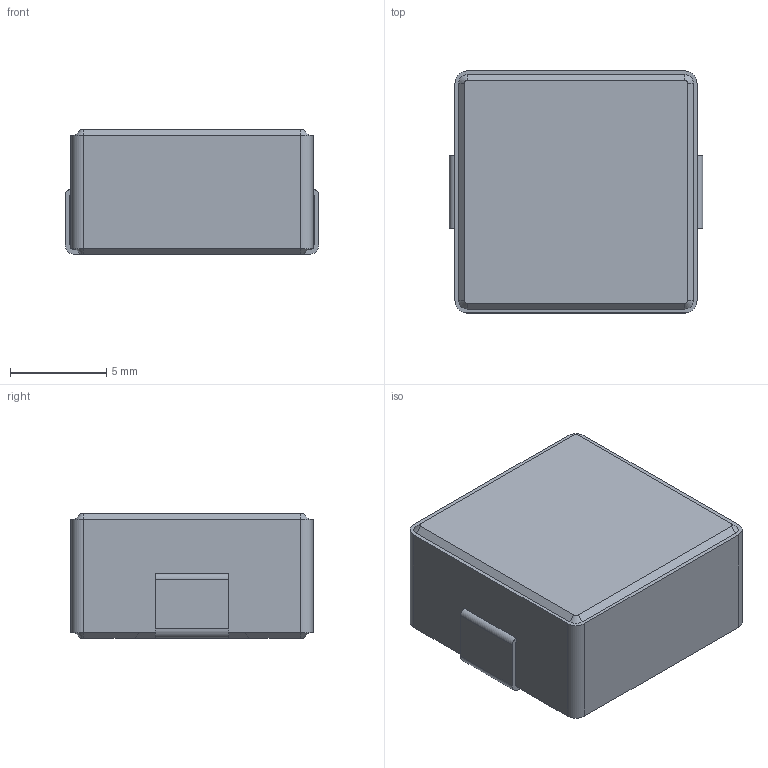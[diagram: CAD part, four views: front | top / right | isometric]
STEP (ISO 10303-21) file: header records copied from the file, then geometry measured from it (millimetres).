
FILE_DESCRIPTION (( 'STEP AP214' ), '1' );
FILE_NAME ('IND-SMD_L13.2-W12.9-H6.4.step', '2024-11-13T07:40:40', ( '' ), ( '' ), 'SwSTEP 2.0', 'SolidWorks 2021', '' );
FILE_SCHEMA (( 'AUTOMOTIVE_DESIGN' ));
Length unit declared in the file: millimetre
Products named in the file (1): IND-SMD_L13.2-W12.9-H6.4
Bounding box: 13.2 x 12.6 x 6.5 mm (x, y, z)
Volume: 1021.3 mm3; surface area: 707.5 mm2
Topology: 1 solids, 1 shells, 284 faces, 789 edges, 526 vertices
Faces by surface type: plane 164, bspline 98, cylinder 14, cone 8
Entity records: 12715 total; most frequent: CARTESIAN_POINT 2906, ORIENTED_EDGE 1578, DIRECTION 1007, EDGE_CURVE 789, VECTOR 545, LINE 545, VERTEX_POINT 526, EDGE_LOOP 307
